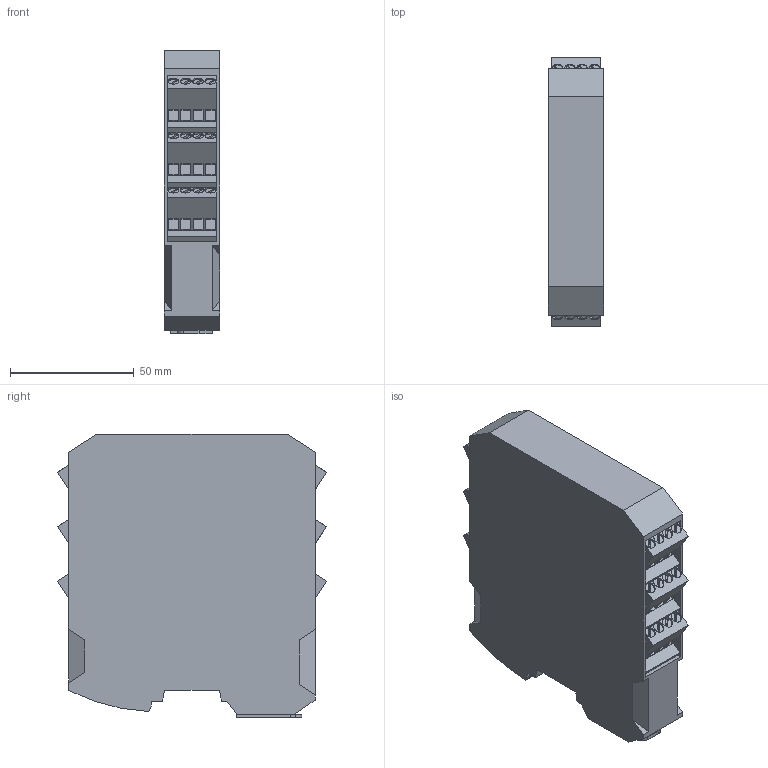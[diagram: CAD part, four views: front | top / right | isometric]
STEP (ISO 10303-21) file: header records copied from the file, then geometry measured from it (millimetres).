
FILE_DESCRIPTION (( 'STEP AP214' ), '1' );
FILE_NAME ('xpsmcmdi1600.STEP', '2017-06-29T20:03:11', ( '' ), ( '' ), 'SwSTEP 2.0', 'SolidWorks 2017', '' );
FILE_SCHEMA (( 'AUTOMOTIVE_DESIGN' ));
Length unit declared in the file: millimetre
Products named in the file (1): xpsmcmdi1600
Bounding box: 22.5 x 108.49 x 114.5 mm (x, y, z)
Volume: 236840.5 mm3; surface area: 36485.3 mm2
Topology: 1 solids, 1 shells, 429 faces, 1118 edges, 724 vertices
Faces by surface type: plane 358, cylinder 71
Entity records: 16796 total; most frequent: CARTESIAN_POINT 2296, ORIENTED_EDGE 2236, DIRECTION 2222, EDGE_CURVE 1118, VECTOR 858, LINE 858, VERTEX_POINT 724, AXIS2_PLACEMENT_3D 682
